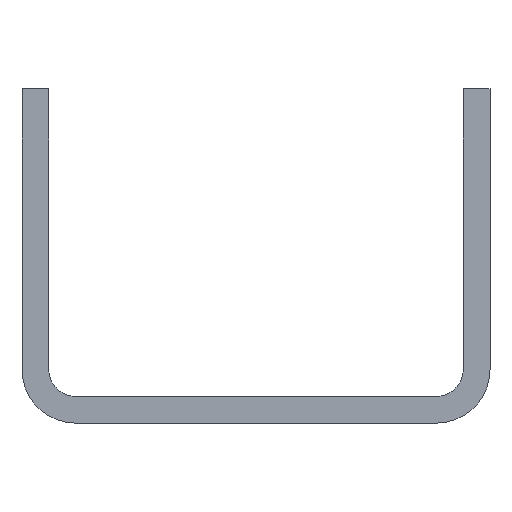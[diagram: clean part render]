
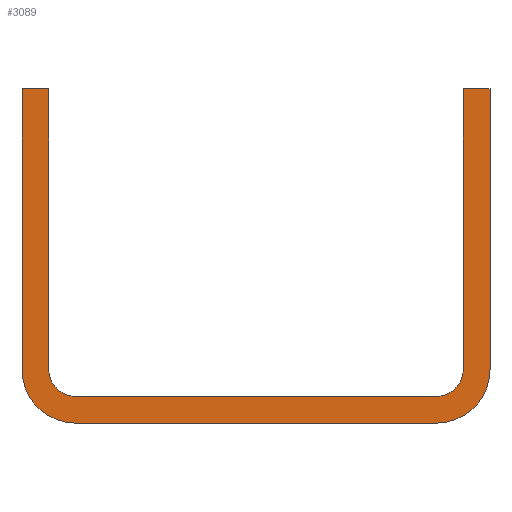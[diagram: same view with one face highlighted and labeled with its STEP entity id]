
A CAD part, front view. The second image highlights one B-rep face of the part: STEP entity #3089.
In plain terms, the highlighted planar face has unit normal (0, -1, 0).
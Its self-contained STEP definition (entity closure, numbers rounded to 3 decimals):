
#2=DIRECTION('',(0.,0.,-1.));
#3=VECTOR('',#2,42.);
#4=CARTESIAN_POINT('',(35.,0.,25.));
#5=LINE('',#4,#3);
#6=CARTESIAN_POINT('',(27.,0.,-17.));
#7=DIRECTION('',(0.,1.,0.));
#8=DIRECTION('',(1.,0.,0.));
#9=AXIS2_PLACEMENT_3D('',#6,#7,#8);
#11=DIRECTION('',(-1.,0.,0.));
#12=VECTOR('',#11,54.);
#13=CARTESIAN_POINT('',(27.,0.,-25.));
#14=LINE('',#13,#12);
#15=CARTESIAN_POINT('',(-27.,0.,-17.));
#16=DIRECTION('',(0.,1.,0.));
#17=DIRECTION('',(0.,0.,-1.));
#18=AXIS2_PLACEMENT_3D('',#15,#16,#17);
#20=DIRECTION('',(0.,0.,1.));
#21=VECTOR('',#20,42.);
#22=CARTESIAN_POINT('',(-35.,0.,-17.));
#23=LINE('',#22,#21);
#24=DIRECTION('',(1.,0.,0.));
#25=VECTOR('',#24,4.);
#26=CARTESIAN_POINT('',(-35.,0.,25.));
#27=LINE('',#26,#25);
#28=DIRECTION('',(0.,0.,-1.));
#29=VECTOR('',#28,42.);
#30=CARTESIAN_POINT('',(-31.,0.,25.));
#31=LINE('',#30,#29);
#32=CARTESIAN_POINT('',(-27.,0.,-17.));
#33=DIRECTION('',(0.,-1.,0.));
#34=DIRECTION('',(-1.,0.,0.));
#35=AXIS2_PLACEMENT_3D('',#32,#33,#34);
#37=DIRECTION('',(1.,0.,0.));
#38=VECTOR('',#37,54.);
#39=CARTESIAN_POINT('',(-27.,0.,-21.));
#40=LINE('',#39,#38);
#41=CARTESIAN_POINT('',(27.,0.,-17.));
#42=DIRECTION('',(0.,-1.,0.));
#43=DIRECTION('',(0.,0.,-1.));
#44=AXIS2_PLACEMENT_3D('',#41,#42,#43);
#46=DIRECTION('',(0.,0.,1.));
#47=VECTOR('',#46,42.);
#48=CARTESIAN_POINT('',(31.,0.,-17.));
#49=LINE('',#48,#47);
#50=DIRECTION('',(1.,0.,0.));
#51=VECTOR('',#50,4.);
#52=CARTESIAN_POINT('',(31.,0.,25.));
#53=LINE('',#52,#51);
#2338=CARTESIAN_POINT('',(35.,0.,25.));
#2339=CARTESIAN_POINT('',(35.,0.,-17.));
#2340=VERTEX_POINT('',#2338);
#2341=VERTEX_POINT('',#2339);
#2342=CARTESIAN_POINT('',(27.,0.,-25.));
#2343=VERTEX_POINT('',#2342);
#2344=CARTESIAN_POINT('',(-27.,0.,-25.));
#2345=VERTEX_POINT('',#2344);
#2346=CARTESIAN_POINT('',(-35.,0.,-17.));
#2347=VERTEX_POINT('',#2346);
#2348=CARTESIAN_POINT('',(-35.,0.,25.));
#2349=VERTEX_POINT('',#2348);
#2350=CARTESIAN_POINT('',(-31.,0.,25.));
#2351=VERTEX_POINT('',#2350);
#2352=CARTESIAN_POINT('',(-31.,0.,-17.));
#2353=VERTEX_POINT('',#2352);
#2354=CARTESIAN_POINT('',(-27.,0.,-21.));
#2355=VERTEX_POINT('',#2354);
#2356=CARTESIAN_POINT('',(27.,0.,-21.));
#2357=VERTEX_POINT('',#2356);
#2358=CARTESIAN_POINT('',(31.,0.,-17.));
#2359=VERTEX_POINT('',#2358);
#2360=CARTESIAN_POINT('',(31.,0.,25.));
#2361=VERTEX_POINT('',#2360);
#3058=CARTESIAN_POINT('',(0.,0.,0.));
#3059=DIRECTION('',(0.,1.,0.));
#3060=DIRECTION('',(1.,0.,0.));
#3061=AXIS2_PLACEMENT_3D('',#3058,#3059,#3060);
#3062=PLANE('',#3061);
#3064=ORIENTED_EDGE('',*,*,#3063,.T.);
#3066=ORIENTED_EDGE('',*,*,#3065,.T.);
#3068=ORIENTED_EDGE('',*,*,#3067,.T.);
#3070=ORIENTED_EDGE('',*,*,#3069,.T.);
#3072=ORIENTED_EDGE('',*,*,#3071,.T.);
#3074=ORIENTED_EDGE('',*,*,#3073,.T.);
#3076=ORIENTED_EDGE('',*,*,#3075,.T.);
#3078=ORIENTED_EDGE('',*,*,#3077,.T.);
#3080=ORIENTED_EDGE('',*,*,#3079,.T.);
#3082=ORIENTED_EDGE('',*,*,#3081,.T.);
#3084=ORIENTED_EDGE('',*,*,#3083,.T.);
#3086=ORIENTED_EDGE('',*,*,#3085,.T.);
#3087=EDGE_LOOP('',(#3064,#3066,#3068,#3070,#3072,#3074,#3076,#3078,#3080,#3082,
#3084,#3086));
#3088=FACE_OUTER_BOUND('',#3087,.F.);
#3089=ADVANCED_FACE('',(#3088),#3062,.F.);
#10=CIRCLE('',#9,8.);
#19=CIRCLE('',#18,8.);
#36=CIRCLE('',#35,4.);
#45=CIRCLE('',#44,4.);
#3063=EDGE_CURVE('',#2340,#2341,#5,.T.);
#3065=EDGE_CURVE('',#2341,#2343,#10,.T.);
#3067=EDGE_CURVE('',#2343,#2345,#14,.T.);
#3069=EDGE_CURVE('',#2345,#2347,#19,.T.);
#3071=EDGE_CURVE('',#2347,#2349,#23,.T.);
#3073=EDGE_CURVE('',#2349,#2351,#27,.T.);
#3075=EDGE_CURVE('',#2351,#2353,#31,.T.);
#3077=EDGE_CURVE('',#2353,#2355,#36,.T.);
#3079=EDGE_CURVE('',#2355,#2357,#40,.T.);
#3081=EDGE_CURVE('',#2357,#2359,#45,.T.);
#3083=EDGE_CURVE('',#2359,#2361,#49,.T.);
#3085=EDGE_CURVE('',#2361,#2340,#53,.T.);
